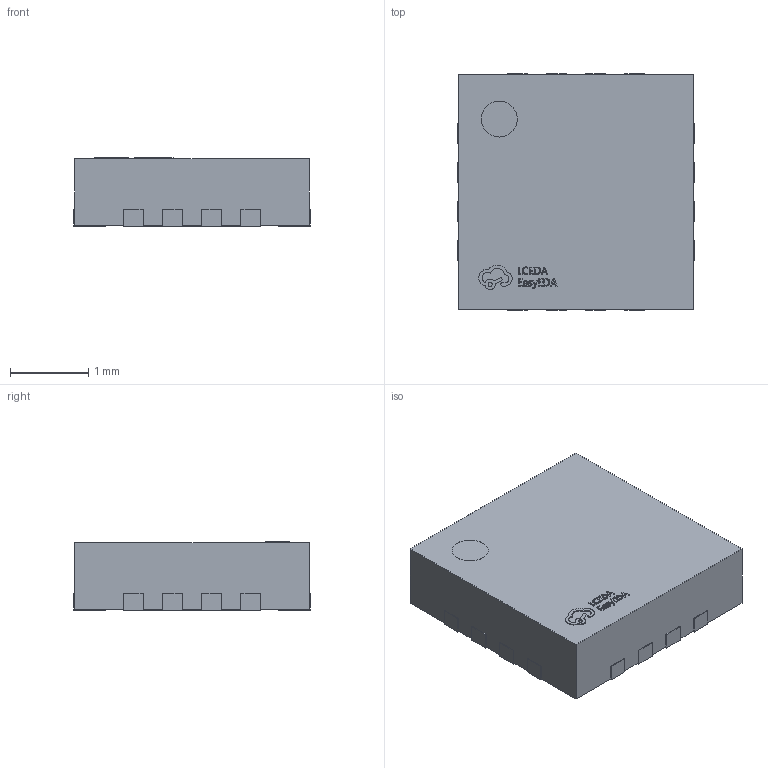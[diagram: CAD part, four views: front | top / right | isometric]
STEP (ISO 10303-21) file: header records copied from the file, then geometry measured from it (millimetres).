
FILE_DESCRIPTION (( 'STEP AP214' ), '1' );
FILE_NAME ('VFQFN-16_L3.0-W3.0-P0.50-BL-EP1.7.STEP', '2022-08-15T07:50:45', ( 'PC' ), ( 'Microsoft' ), 'SwSTEP 2.0', 'SolidWorks 2020', '' );
FILE_SCHEMA (( 'AUTOMOTIVE_DESIGN' ));
Length unit declared in the file: millimetre
Products named in the file (1): VFQFN-16_L3.0-W3.0-P0.50-BL-EP1.7
Bounding box: 3.02 x 3.02 x 0.87 mm (x, y, z)
Volume: 7.7 mm3; surface area: 28.7 mm2
Topology: 1 solids, 1 shells, 346 faces, 969 edges, 646 vertices
Faces by surface type: plane 243, bspline 98, cylinder 5
Entity records: 15355 total; most frequent: CARTESIAN_POINT 3268, ORIENTED_EDGE 1938, DIRECTION 1277, EDGE_CURVE 969, LINE 759, VECTOR 759, VERTEX_POINT 646, EDGE_LOOP 367
